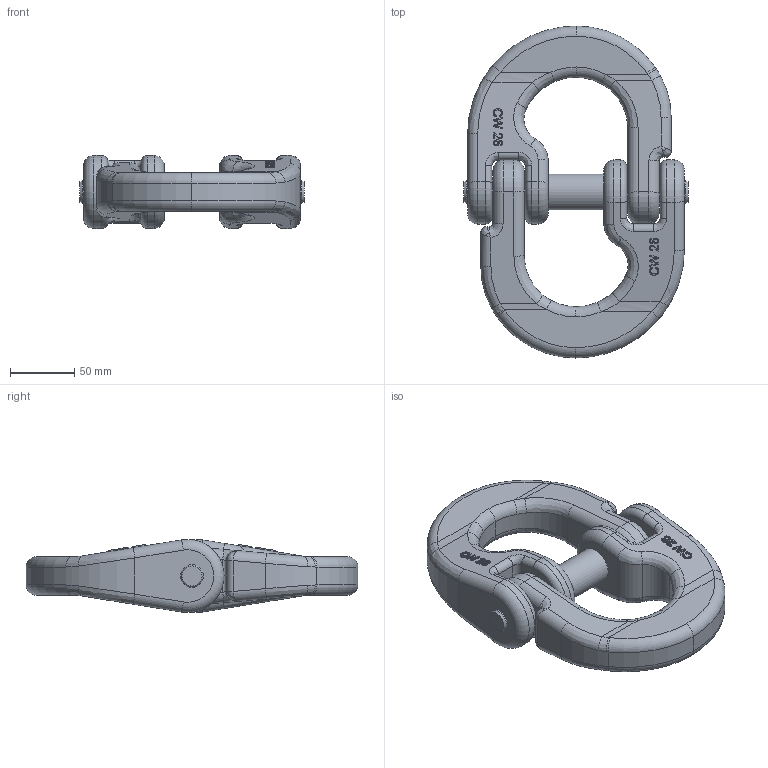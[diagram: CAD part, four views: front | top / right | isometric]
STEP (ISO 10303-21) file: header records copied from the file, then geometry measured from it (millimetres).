
FILE_DESCRIPTION(/* description */ (''),/* implementation_level */ '2;1');
FILE_NAME(/* name */ 'CW 26 Kundenmodell.stp',/* time_stamp */ '2018-01-19T12:27:54+01:00',/* author */ (''),/* organization */ (''),/* preprocessor_version */ 'ST-DEVELOPER v16',/* originating_system */ 'SIEMENS PLM Software NX 11.0',/* authorisation */ '');
FILE_SCHEMA (('AUTOMOTIVE_DESIGN { 1 0 10303 214 3 1 1 1 }'));
Length unit declared in the file: millimetre
Products named in the file (1): zer2F74F5D3sjfm
Bounding box: 175 x 259 x 56.99 mm (x, y, z)
Volume: 943657.7 mm3; surface area: 128095.7 mm2
Topology: 4 solids, 4 shells, 287 faces, 683 edges, 410 vertices
Faces by surface type: cylinder 81, plane 72, bspline 64, extrusion 36, torus 32, cone 2
Full cylindrical faces by diameter (mm): 16.5 x6, 18 x2, 28 x1
Entity records: 10393 total; most frequent: CARTESIAN_POINT 4048, ORIENTED_EDGE 1324, DIRECTION 1262, EDGE_CURVE 662, AXIS2_PLACEMENT_3D 488, VERTEX_POINT 404, EDGE_LOOP 322, ADVANCED_FACE 287
